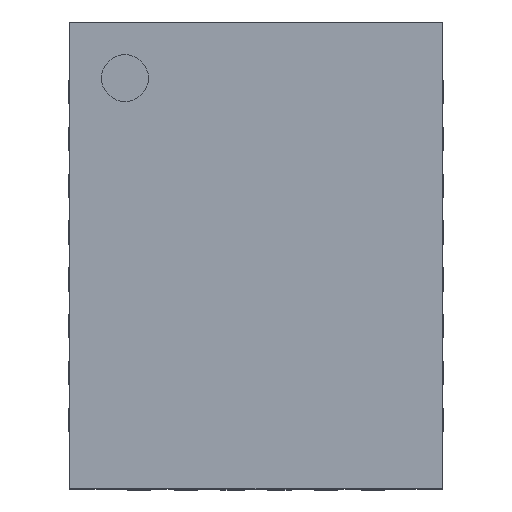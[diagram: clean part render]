
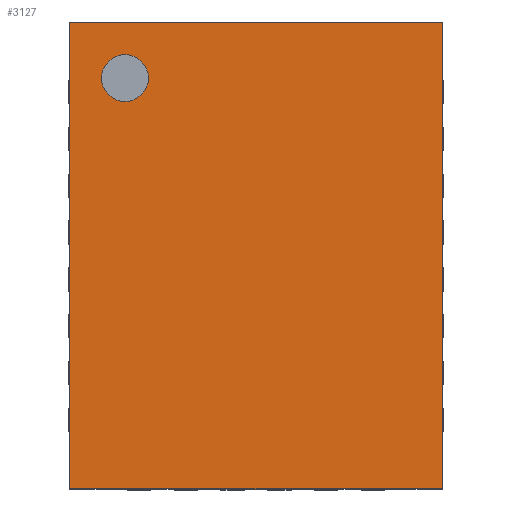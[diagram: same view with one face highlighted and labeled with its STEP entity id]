
A CAD part, top view. The second image highlights one B-rep face of the part: STEP entity #3127.
In plain terms, the highlighted planar face has unit normal (0, 0, 1).
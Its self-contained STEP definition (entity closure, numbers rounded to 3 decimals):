
#13=DIRECTION('',(0.,0.,1.));
#27=VECTOR('',#28,1.);
#28=DIRECTION('',(0.,-1.,0.));
#78=DIRECTION('',(1.,0.,0.));
#147=VECTOR('',#78,1.);
#168=DIRECTION('',(0.,0.,-1.));
#839=ORIENTED_EDGE('',*,*,#840,.F.);
#840=EDGE_CURVE('',#841,#843,#845,.T.);
#841=VERTEX_POINT('',#842);
#842=CARTESIAN_POINT('',(-1.99,2.49,0.77));
#843=VERTEX_POINT('',#844);
#844=CARTESIAN_POINT('',(1.99,2.49,0.77));
#845=LINE('',#842,#147);
#963=ORIENTED_EDGE('',*,*,#964,.T.);
#964=EDGE_CURVE('',#841,#965,#967,.T.);
#965=VERTEX_POINT('',#966);
#966=CARTESIAN_POINT('',(-1.99,-2.49,0.77));
#967=LINE('',#842,#27);
#1885=EDGE_CURVE('',#843,#1886,#1888,.T.);
#1886=VERTEX_POINT('',#1887);
#1887=CARTESIAN_POINT('',(1.99,-2.49,0.77));
#1888=LINE('',#844,#27);
#2280=EDGE_CURVE('',#965,#1886,#2281,.T.);
#2281=LINE('',#966,#147);
#3127=ADVANCED_FACE('',(#3128,#3132),#3141,.T.);
#3128=FACE_BOUND('',#3129,.T.);
#3129=EDGE_LOOP('',(#839,#963,#3130,#3131));
#3130=ORIENTED_EDGE('',*,*,#2280,.T.);
#3131=ORIENTED_EDGE('',*,*,#1885,.F.);
#3132=FACE_BOUND('',#3133,.T.);
#3133=EDGE_LOOP('',(#3134));
#3134=ORIENTED_EDGE('',*,*,#3135,.T.);
#3135=EDGE_CURVE('',#3136,#3136,#3138,.T.);
#3136=VERTEX_POINT('',#3137);
#3137=CARTESIAN_POINT('',(-1.4,1.65,0.77));
#3138=CIRCLE('',#3139,0.25);
#3139=AXIS2_PLACEMENT_3D('',#3140,#168,#28);
#3140=CARTESIAN_POINT('',(-1.4,1.9,0.77));
#3141=PLANE('',#3142);
#3142=AXIS2_PLACEMENT_3D('',#842,#13,#28);
